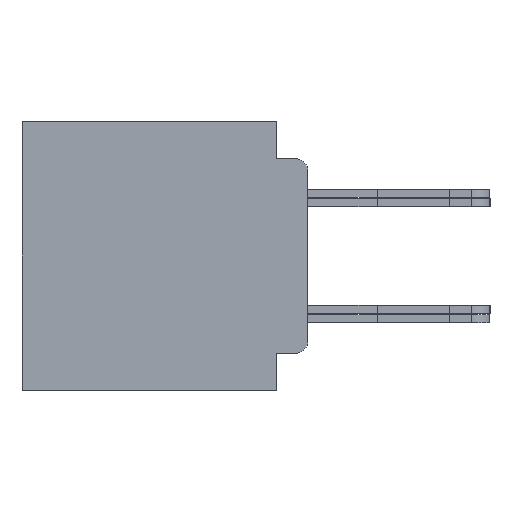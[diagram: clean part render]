
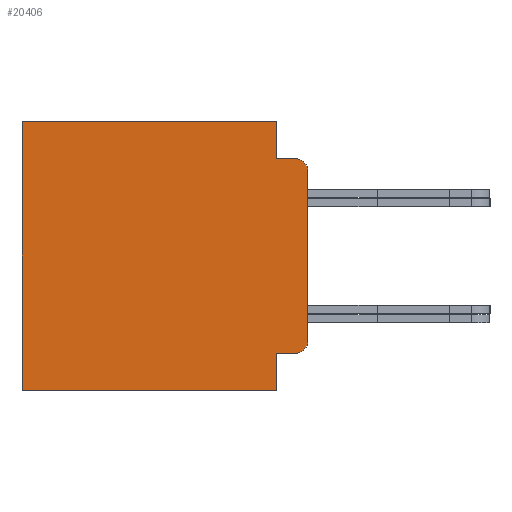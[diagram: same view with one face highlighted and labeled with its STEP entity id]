
A CAD part, left-side view. The second image highlights one B-rep face of the part: STEP entity #20406.
In plain terms, the highlighted planar face has unit normal (-1, 0, 0).
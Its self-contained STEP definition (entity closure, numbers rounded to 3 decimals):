
#54 = DIRECTION ( 'NONE',  ( 0., 0., -1. ) ) ;
#85 = CARTESIAN_POINT ( 'NONE',  ( -67.462, 0.508, 3.975 ) ) ;
#406 = EDGE_CURVE ( 'NONE', #27006, #16560, #27352, .T. ) ;
#553 = CARTESIAN_POINT ( 'NONE',  ( -67.462, 1.295, 0. ) ) ;
#1097 = CARTESIAN_POINT ( 'NONE',  ( -67.462, 0., 5.486 ) ) ;
#1465 = VERTEX_POINT ( 'NONE', #18752 ) ;
#1468 = VECTOR ( 'NONE', #7974, 1000. ) ;
#1854 = CARTESIAN_POINT ( 'NONE',  ( -67.462, 1.295, 3.975 ) ) ;
#2216 = FACE_OUTER_BOUND ( 'NONE', #8331, .T. ) ;
#2827 = EDGE_CURVE ( 'NONE', #2872, #26129, #4683, .T. ) ;
#2872 = VERTEX_POINT ( 'NONE', #4802 ) ;
#3949 = EDGE_CURVE ( 'NONE', #5831, #1465, #14580, .T. ) ;
#3994 = VECTOR ( 'NONE', #24274, 1000. ) ;
#4583 = CARTESIAN_POINT ( 'NONE',  ( -67.462, 0.508, 3.467 ) ) ;
#4683 = LINE ( 'NONE', #26186, #3994 ) ;
#4802 = CARTESIAN_POINT ( 'NONE',  ( -67.462, 1.295, -3.975 ) ) ;
#5201 = LINE ( 'NONE', #553, #24659 ) ;
#5561 = CARTESIAN_POINT ( 'NONE',  ( -67.462, 1.295, 0. ) ) ;
#5831 = VERTEX_POINT ( 'NONE', #7975 ) ;
#6460 = CARTESIAN_POINT ( 'NONE',  ( -67.462, 0.508, -3.467 ) ) ;
#6525 = ORIENTED_EDGE ( 'NONE', *, *, #9455, .F. ) ;
#7487 = CIRCLE ( 'NONE', #19750, 0.508 ) ;
#7692 = ORIENTED_EDGE ( 'NONE', *, *, #13859, .T. ) ;
#7744 = VECTOR ( 'NONE', #27566, 1000. ) ;
#7884 = EDGE_CURVE ( 'NONE', #9311, #10891, #8722, .T. ) ;
#7974 = DIRECTION ( 'NONE',  ( 0., 0., -1. ) ) ;
#7975 = CARTESIAN_POINT ( 'NONE',  ( -67.462, 1.295, 5.486 ) ) ;
#8025 = VECTOR ( 'NONE', #9978, 1000. ) ;
#8331 = EDGE_LOOP ( 'NONE', ( #19279, #7692, #18926, #27041, #6525, #14815, #14819, #16529, #10158, #12733 ) ) ;
#8722 = CIRCLE ( 'NONE', #20386, 0.508 ) ;
#8780 = DIRECTION ( 'NONE',  ( 0., 0., -1. ) ) ;
#9246 = EDGE_CURVE ( 'NONE', #2872, #27006, #5201, .T. ) ;
#9311 = VERTEX_POINT ( 'NONE', #22768 ) ;
#9355 = LINE ( 'NONE', #14479, #1468 ) ;
#9397 = CARTESIAN_POINT ( 'NONE',  ( -67.462, 0., -5.486 ) ) ;
#9455 = EDGE_CURVE ( 'NONE', #19863, #10891, #22232, .T. ) ;
#9505 = CARTESIAN_POINT ( 'NONE',  ( -67.462, 0., -3.467 ) ) ;
#9978 = DIRECTION ( 'NONE',  ( 0., 0., -1. ) ) ;
#10158 = ORIENTED_EDGE ( 'NONE', *, *, #406, .F. ) ;
#10891 = VERTEX_POINT ( 'NONE', #85 ) ;
#10942 = DIRECTION ( 'NONE',  ( -1., 0., 0. ) ) ;
#11353 = EDGE_CURVE ( 'NONE', #1465, #16560, #25602, .T. ) ;
#11870 = PLANE ( 'NONE',  #17889 ) ;
#12672 = DIRECTION ( 'NONE',  ( 0., -1., 0. ) ) ;
#12733 = ORIENTED_EDGE ( 'NONE', *, *, #9246, .F. ) ;
#13677 = CARTESIAN_POINT ( 'NONE',  ( -67.462, 1.295, 3.975 ) ) ;
#13859 = EDGE_CURVE ( 'NONE', #26129, #17480, #7487, .T. ) ;
#13982 = DIRECTION ( 'NONE',  ( 1., 0., 0. ) ) ;
#14372 = VECTOR ( 'NONE', #8780, 1000. ) ;
#14479 = CARTESIAN_POINT ( 'NONE',  ( -67.462, 0., -5.486 ) ) ;
#14580 = LINE ( 'NONE', #1097, #7744 ) ;
#14815 = ORIENTED_EDGE ( 'NONE', *, *, #27872, .F. ) ;
#14819 = ORIENTED_EDGE ( 'NONE', *, *, #3949, .T. ) ;
#15322 = DIRECTION ( 'NONE',  ( -1., 0., 0. ) ) ;
#15843 = DIRECTION ( 'NONE',  ( 0., 0., -1. ) ) ;
#16103 = CARTESIAN_POINT ( 'NONE',  ( -67.462, 0., -5.486 ) ) ;
#16529 = ORIENTED_EDGE ( 'NONE', *, *, #11353, .T. ) ;
#16560 = VERTEX_POINT ( 'NONE', #25582 ) ;
#17457 = CARTESIAN_POINT ( 'NONE',  ( -67.462, 11.684, -5.486 ) ) ;
#17480 = VERTEX_POINT ( 'NONE', #9505 ) ;
#17591 = DIRECTION ( 'NONE',  ( 0., 0., -1. ) ) ;
#17644 = EDGE_CURVE ( 'NONE', #9311, #17480, #9355, .T. ) ;
#17889 = AXIS2_PLACEMENT_3D ( 'NONE', #9397, #13982, #24734 ) ;
#17927 = LINE ( 'NONE', #5561, #8025 ) ;
#18572 = DIRECTION ( 'NONE',  ( 0., 1., 0. ) ) ;
#18752 = CARTESIAN_POINT ( 'NONE',  ( -67.462, 11.684, 5.486 ) ) ;
#18926 = ORIENTED_EDGE ( 'NONE', *, *, #17644, .F. ) ;
#19279 = ORIENTED_EDGE ( 'NONE', *, *, #2827, .T. ) ;
#19750 = AXIS2_PLACEMENT_3D ( 'NONE', #6460, #10942, #54 ) ;
#19863 = VERTEX_POINT ( 'NONE', #13677 ) ;
#20195 = CARTESIAN_POINT ( 'NONE',  ( -67.462, 1.295, -5.486 ) ) ;
#20386 = AXIS2_PLACEMENT_3D ( 'NONE', #4583, #15322, #17591 ) ;
#20406 = ADVANCED_FACE ( 'NONE', ( #2216 ), #11870, .F. ) ;
#22232 = LINE ( 'NONE', #1854, #24996 ) ;
#22768 = CARTESIAN_POINT ( 'NONE',  ( -67.462, 0., 3.467 ) ) ;
#23229 = VECTOR ( 'NONE', #18572, 1000. ) ;
#24274 = DIRECTION ( 'NONE',  ( 0., -1., 0. ) ) ;
#24659 = VECTOR ( 'NONE', #15843, 1000. ) ;
#24734 = DIRECTION ( 'NONE',  ( 0., 0., -1. ) ) ;
#24996 = VECTOR ( 'NONE', #12672, 1000. ) ;
#25582 = CARTESIAN_POINT ( 'NONE',  ( -67.462, 11.684, -5.486 ) ) ;
#25602 = LINE ( 'NONE', #17457, #14372 ) ;
#26129 = VERTEX_POINT ( 'NONE', #27498 ) ;
#26186 = CARTESIAN_POINT ( 'NONE',  ( -67.462, 1.295, -3.975 ) ) ;
#27006 = VERTEX_POINT ( 'NONE', #20195 ) ;
#27041 = ORIENTED_EDGE ( 'NONE', *, *, #7884, .T. ) ;
#27352 = LINE ( 'NONE', #16103, #23229 ) ;
#27498 = CARTESIAN_POINT ( 'NONE',  ( -67.462, 0.508, -3.975 ) ) ;
#27566 = DIRECTION ( 'NONE',  ( 0., 1., 0. ) ) ;
#27872 = EDGE_CURVE ( 'NONE', #5831, #19863, #17927, .T. ) ;
